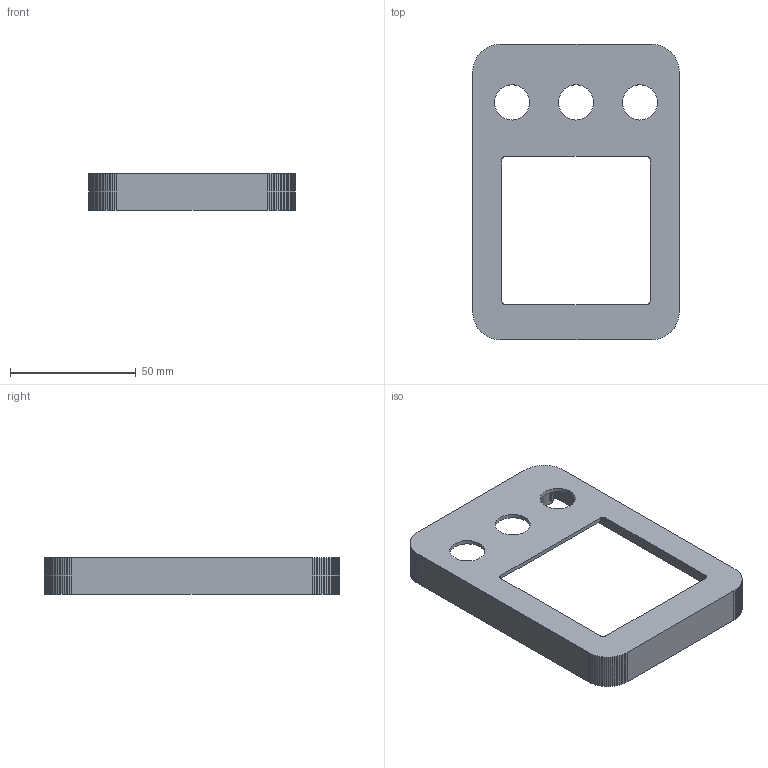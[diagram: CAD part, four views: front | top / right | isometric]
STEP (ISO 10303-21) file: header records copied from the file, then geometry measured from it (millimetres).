
FILE_DESCRIPTION(/* description */ ('Designed by EasyEDA Pro'),/* implementation_level */ '2;1');
FILE_NAME(/* name */ 'TOP.step',/* time_stamp */ '2025-07-05T12:32:55+05:30',/* author */ (''),/* organization */ (''),/* preprocessor_version */ 'ST-DEVELOPER v20.1',/* originating_system */ 'Autodesk Translation Framework v14.10.0.0',/* authorisation */ '');
FILE_SCHEMA (('AUTOMOTIVE_DESIGN { 1 0 10303 214 3 1 1 }'));
Length unit declared in the file: millimetre
Products named in the file (1): Open CASCADE STEP translator 7.8 1
Bounding box: 81.86 x 117.42 x 14.35 mm (x, y, z)
Volume: 17910.1 mm3; surface area: 23192.8 mm2
Topology: 1 solids, 1 shells, 342 faces, 993 edges, 662 vertices
Faces by surface type: plane 331, cylinder 11
Full cylindrical faces by diameter (mm): 2.54 x4, 6.96 x4, 13.97 x3
Entity records: 11120 total; most frequent: CARTESIAN_POINT 1998, ORIENTED_EDGE 1986, DIRECTION 1717, EDGE_CURVE 993, LINE 955, VECTOR 955, VERTEX_POINT 662, AXIS2_PLACEMENT_3D 381
